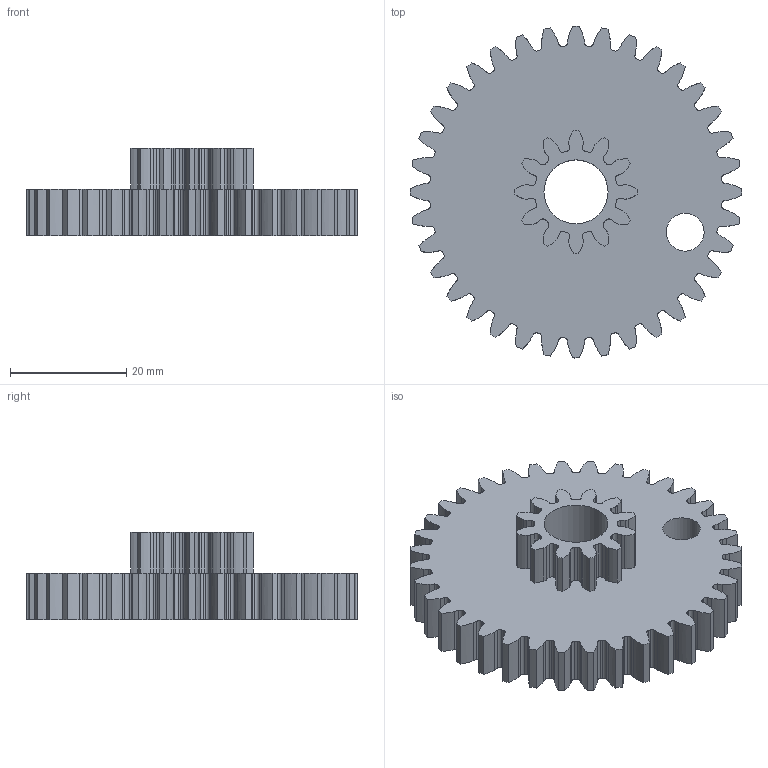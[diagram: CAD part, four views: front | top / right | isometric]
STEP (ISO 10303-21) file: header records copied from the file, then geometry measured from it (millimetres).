
FILE_DESCRIPTION(('FreeCAD Model'),'2;1');
FILE_NAME('Open CASCADE Shape Model','2024-11-19T20:12:22',(''),(''), 'Open CASCADE STEP processor 7.8','FreeCAD','Unknown');
FILE_SCHEMA(('AUTOMOTIVE_DESIGN { 1 0 10303 214 1 1 1 1 }'));
Length unit declared in the file: millimetre
Products named in the file (1): ConversionGear
Bounding box: 57 x 57 x 15 mm (x, y, z)
Volume: 17532 mm3; surface area: 8527.5 mm2
Topology: 1 solids, 1 shells, 434 faces, 1289 edges, 859 vertices
Faces by surface type: cylinder 195, extrusion 192, plane 34, bspline 12, torus 1
Full cylindrical faces by diameter (mm): 6.5 x1, 11 x1, 17 x1
Entity records: 16033 total; most frequent: CARTESIAN_POINT 4773, ORIENTED_EDGE 2578, DIRECTION 1969, EDGE_CURVE 1289, VERTEX_POINT 859, AXIS2_PLACEMENT_3D 659, VECTOR 651, B_SPLINE_CURVE_WITH_KNOTS 594
